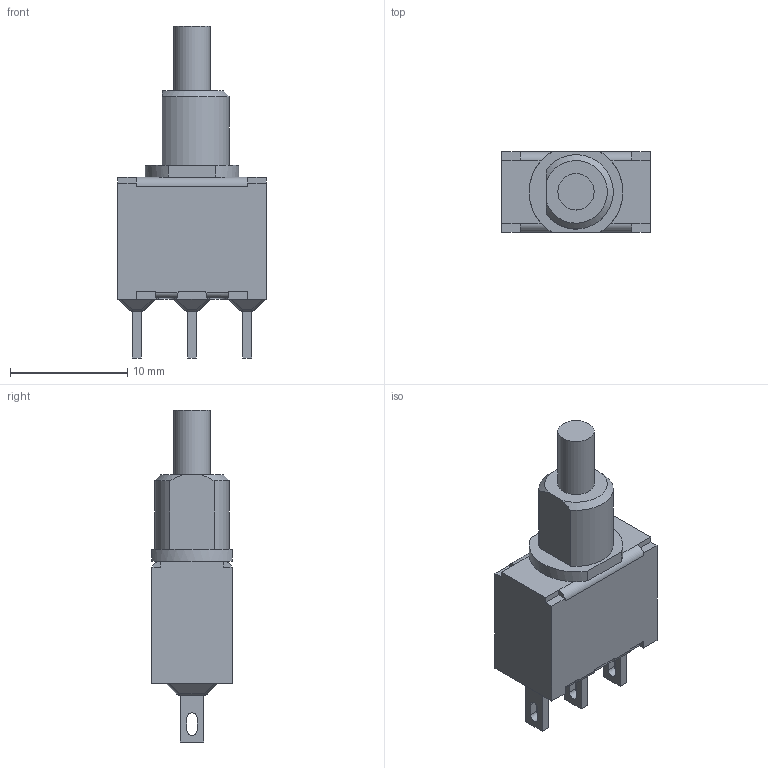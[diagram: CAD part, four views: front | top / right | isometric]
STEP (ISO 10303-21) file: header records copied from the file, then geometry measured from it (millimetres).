
FILE_DESCRIPTION((' '),'2;1');
FILE_NAME('700SP7B11M1xEH.stp','2017-07-28T15:07:58',(' '),(' '),' ','ACIS',' ');
FILE_SCHEMA(('CONFIG_CONTROL_DESIGN'));
Length unit declared in the file: inch
Products named in the file (1): 700SP7B11M1xEH.stp
Bounding box: 12.7 x 6.9 x 28.34 mm (x, y, z)
Volume: 1207.6 mm3; surface area: 900.8 mm2
Topology: 1 solids, 2 shells, 224 faces, 557 edges, 350 vertices
Faces by surface type: plane 142, cylinder 45, bspline 24, sphere 12, cone 1
Full cylindrical faces by diameter (mm): 3.1 x2
Entity records: 6835 total; most frequent: CARTESIAN_POINT 1494, ORIENTED_EDGE 1110, DIRECTION 1014, EDGE_CURVE 555, VECTOR 398, LINE 398, VERTEX_POINT 350, AXIS2_PLACEMENT_3D 308
